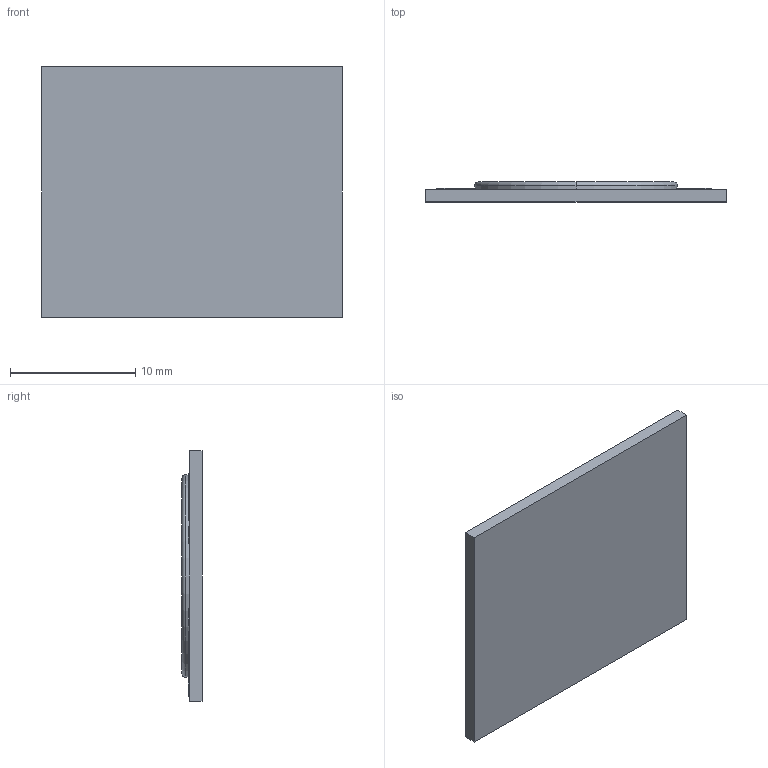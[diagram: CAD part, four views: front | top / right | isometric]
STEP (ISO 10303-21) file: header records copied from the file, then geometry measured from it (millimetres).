
FILE_DESCRIPTION (( 'STEP AP203' ), '1' );
FILE_NAME ('Round 16mm Dynamic White COB New Logo.STEP', '2020-08-25T18:29:37', ( '' ), ( '' ), 'SwSTEP 2.0', 'SolidWorks 2017', '' );
FILE_SCHEMA (( 'CONFIG_CONTROL_DESIGN' ));
Length unit declared in the file: millimetre
Products named in the file (1): Round 16mm Dynamic White COB New Logo
Bounding box: 24 x 1.6 x 20 mm (x, y, z)
Volume: 552.8 mm3; surface area: 1602.5 mm2
Topology: 27 solids, 27 shells, 308 faces, 749 edges, 498 vertices
Faces by surface type: plane 223, cylinder 55, bspline 28, torus 2
Entity records: 10110 total; most frequent: CARTESIAN_POINT 2904, ORIENTED_EDGE 1498, DIRECTION 1367, EDGE_CURVE 749, LINE 581, VECTOR 581, VERTEX_POINT 498, AXIS2_PLACEMENT_3D 393
